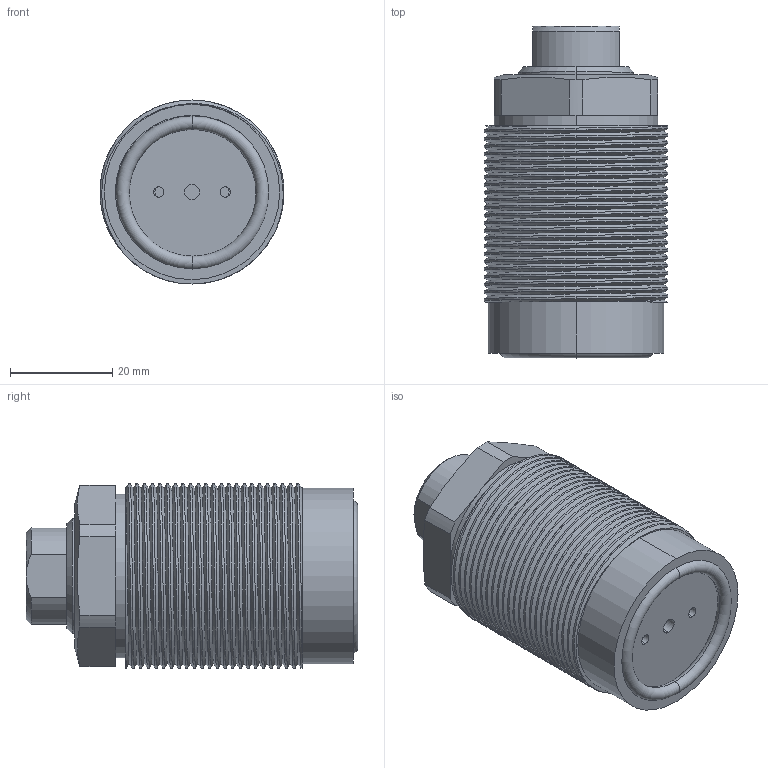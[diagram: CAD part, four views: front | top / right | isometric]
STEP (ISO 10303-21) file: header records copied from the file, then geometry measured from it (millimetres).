
FILE_DESCRIPTION (( 'STEP AP214' ), '1' );
FILE_NAME ('CTC-K036AM.STEP', '2018-10-29T08:37:16', ( '' ), ( '' ), 'SwSTEP 2.0', 'SolidWorks 2016', '' );
FILE_SCHEMA (( 'AUTOMOTIVE_DESIGN' ));
Length unit declared in the file: millimetre
Products named in the file (4): CTC-K036(O); CTC-K036AM(HSG); CTC-K036RM(BT); CTC-K036AM
Assembly tree (3 placements, depth 2):
  CTC-K036AM
    CTC-K036RM(BT)
    CTC-K036AM(HSG)
    CTC-K036(O)
Bounding box: 35.97 x 64.92 x 36 mm (x, y, z)
Volume: 46261.5 mm3; surface area: 21674.7 mm2
Topology: 3 solids, 3 shells, 120 faces, 309 edges, 199 vertices
Faces by surface type: cylinder 80, plane 25, cone 9, torus 4, bspline 2
Entity records: 6630 total; most frequent: CARTESIAN_POINT 3766, ORIENTED_EDGE 614, DIRECTION 536, EDGE_CURVE 307, AXIS2_PLACEMENT_3D 214, VERTEX_POINT 199, EDGE_LOOP 134, FACE_OUTER_BOUND 120
